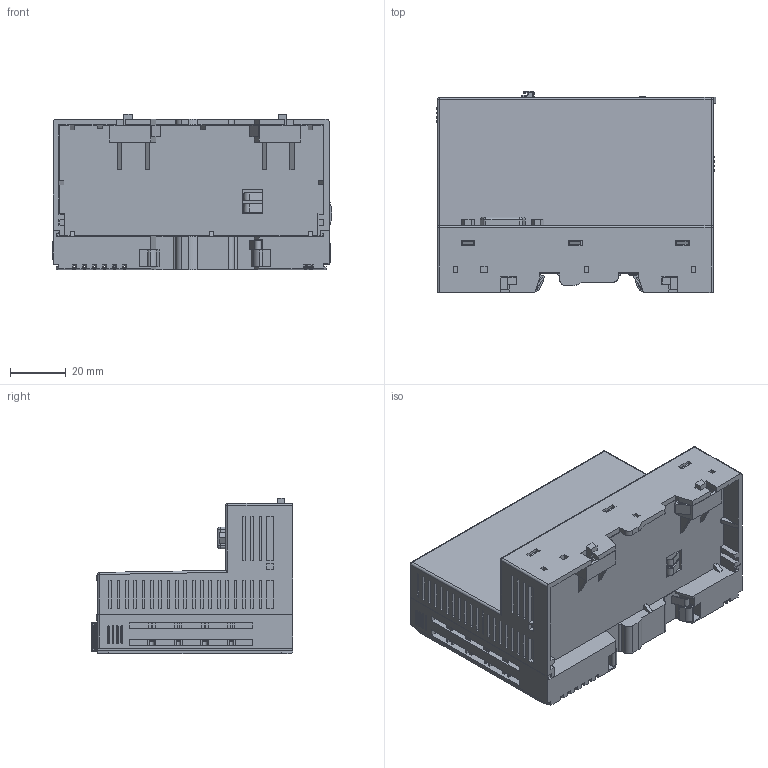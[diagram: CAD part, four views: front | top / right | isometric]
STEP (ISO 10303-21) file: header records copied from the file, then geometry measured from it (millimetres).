
FILE_DESCRIPTION((''),'2;1');
FILE_NAME('RN-9222','2016-03-22T',('Dongwoo'),(''),'PRO/ENGINEER BY PARAMETRIC TECHNOLOGY CORPORATION, 2006170','PRO/ENGINEER BY PARAMETRIC TECHNOLOGY CORPORATION, 2006170','');
FILE_SCHEMA(('CONFIG_CONTROL_DESIGN'));
Products named in the file (1): RN-9222
Bounding box: 100.36 x 72.19 x 55.8 mm (x, y, z)
Volume: 225229.7 mm3; surface area: 54967 mm2
Topology: 2 solids, 3 shells, 2754 faces, 7455 edges, 4860 vertices
Faces by surface type: plane 2337, cylinder 302, bspline 37, sphere 34, torus 24, cone 20
Entity records: 86690 total; most frequent: CARTESIAN_POINT 17096, ORIENTED_EDGE 14910, DIRECTION 13406, EDGE_CURVE 7455, VECTOR 6676, LINE 6676, VERTEX_POINT 4860, AXIS2_PLACEMENT_3D 3365
